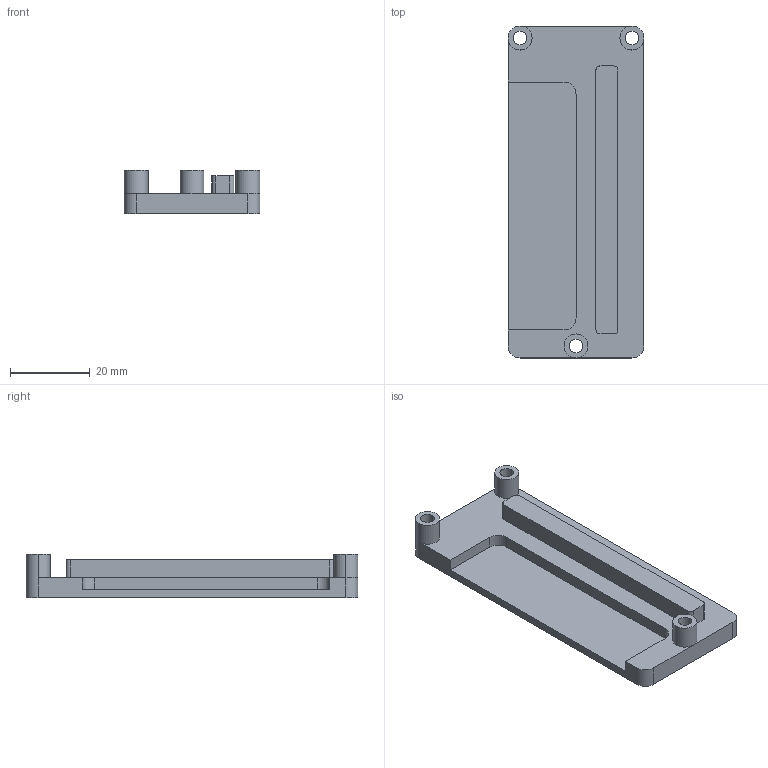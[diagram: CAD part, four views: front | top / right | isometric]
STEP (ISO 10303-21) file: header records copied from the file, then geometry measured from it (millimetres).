
FILE_DESCRIPTION (( 'STEP AP214' ), '1' );
FILE_NAME ('Heatsink Nerd EKO - PSU V2.0.STEP', '2025-04-05T21:46:19', ( '' ), ( '' ), 'SwSTEP 2.0', 'SolidWorks 2021', '' );
FILE_SCHEMA (( 'AUTOMOTIVE_DESIGN' ));
Length unit declared in the file: millimetre
Products named in the file (1): Heatsink Nerd EKO - PSU V2.0
Bounding box: 34 x 83 x 10.8 mm (x, y, z)
Volume: 12773.2 mm3; surface area: 8131.4 mm2
Topology: 1 solids, 1 shells, 38 faces, 102 edges, 67 vertices
Faces by surface type: cylinder 20, plane 18
Entity records: 1251 total; most frequent: DIRECTION 223, CARTESIAN_POINT 208, ORIENTED_EDGE 204, EDGE_CURVE 102, AXIS2_PLACEMENT_3D 82, VERTEX_POINT 67, LINE 59, VECTOR 59
